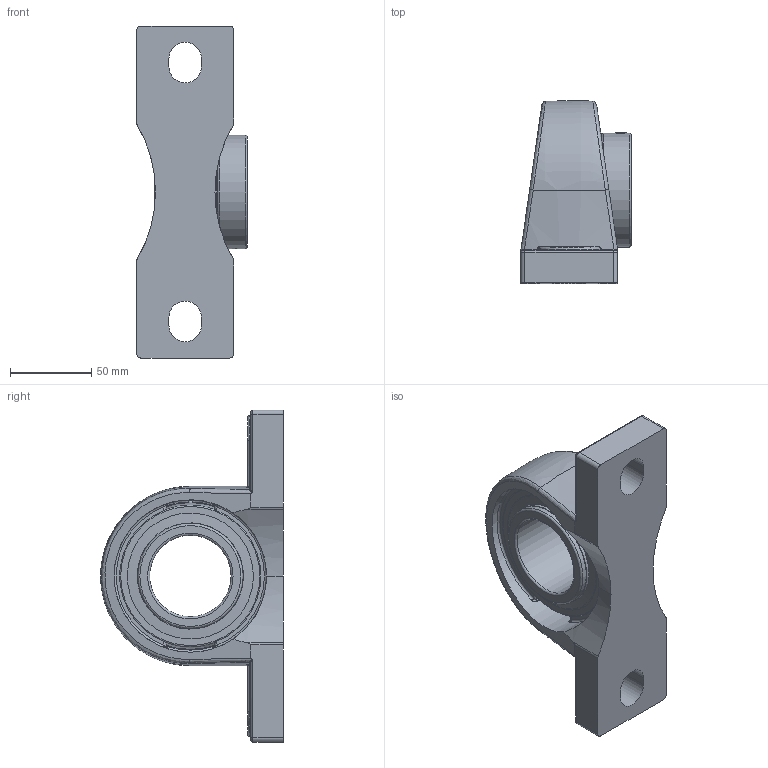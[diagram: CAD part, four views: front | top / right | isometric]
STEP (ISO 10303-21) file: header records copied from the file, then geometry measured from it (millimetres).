
FILE_DESCRIPTION(('HOOPS Exchange Step'),'2;1');
FILE_NAME('export-0872A73E-B3DD-4124-85B3-4176B8D4E379.stp','2020-05-21T10:37:53-07:00',('dkerr'),('Alibre'),'HOOPS Exchange 2020.0','Alibre','Unknown authorisation');
FILE_SCHEMA( ('AP242_MANAGED_MODEL_BASED_3D_ENGINEERING_MIM_LF {1 0 10303 442 1 1 4 }') );
Length unit declared in the file: inch
Products named in the file (8): MRN SPM 210 L4L; SNC 210 (Ball Bearing); SNC 210 (Shield); SNC 210 (Setscrew); SNC 210 (Collar); SNC 210 L4L (50mm) (Race); MRN SNC 210 L4L (50mm); MRN SNCSPM 210 L4L (50mm)
Assembly tree (8 placements, depth 3):
  MRN SNCSPM 210 L4L (50mm)
    MRN SPM 210 L4L
    MRN SNC 210 L4L (50mm)
      SNC 210 (Ball Bearing)
      SNC 210 (Shield)  x2
      SNC 210 (Setscrew)
      SNC 210 (Collar)
      SNC 210 L4L (50mm) (Race)
Bounding box: 67.84 x 112.33 x 204 mm (x, y, z)
Volume: 425784.4 mm3; surface area: 114664.2 mm2
Topology: 17 solids, 17 shells, 197 faces, 523 edges, 335 vertices
Faces by surface type: cylinder 67, plane 52, torus 29, bspline 22, sphere 17, cone 10
Full cylindrical faces by diameter (mm): 6.782 x3, 50 x2, 59.385 x2, 64.516 x4, 65.278 x2, 69.901 x1, 76.2 x2, 77.47 x2, 93.638 x2, 100.1 x1
Entity records: 13104 total; most frequent: CARTESIAN_POINT 8238, DIRECTION 1013, ORIENTED_EDGE 948, EDGE_CURVE 474, AXIS2_PLACEMENT_3D 432, VERTEX_POINT 321, CIRCLE 220, EDGE_LOOP 211
